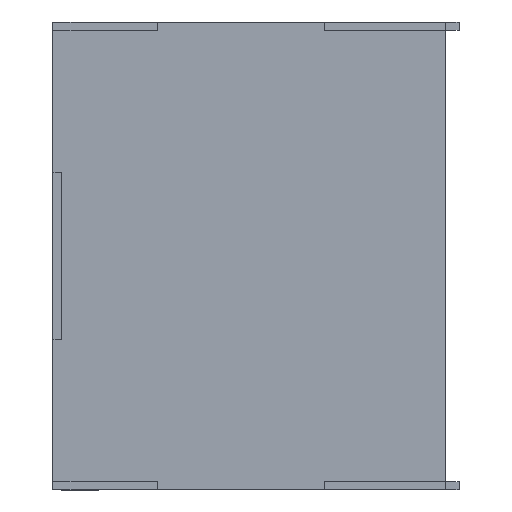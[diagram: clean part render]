
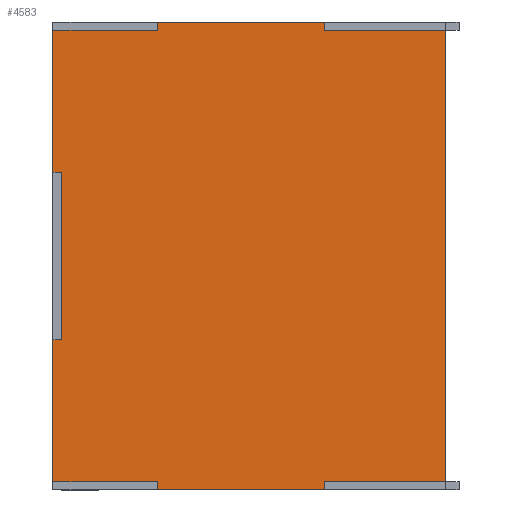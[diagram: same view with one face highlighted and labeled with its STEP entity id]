
A CAD part, left-side view. The second image highlights one B-rep face of the part: STEP entity #4583.
In plain terms, the highlighted planar face has unit normal (-1, 0, 0).
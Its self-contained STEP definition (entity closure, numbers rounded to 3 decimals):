
#322=FACE_OUTER_BOUND('',#572,.T.);
#572=EDGE_LOOP('',(#3207,#3208,#3209,#3210,#3211,#3212,#3213,#3214,#3215,
#3216,#3217,#3218,#3219,#3220,#3221,#3222));
#889=LINE('',#6274,#1434);
#892=LINE('',#6280,#1437);
#893=LINE('',#6282,#1438);
#894=LINE('',#6284,#1439);
#895=LINE('',#6286,#1440);
#896=LINE('',#6288,#1441);
#897=LINE('',#6290,#1442);
#898=LINE('',#6292,#1443);
#899=LINE('',#6294,#1444);
#900=LINE('',#6296,#1445);
#901=LINE('',#6298,#1446);
#902=LINE('',#6300,#1447);
#903=LINE('',#6302,#1448);
#904=LINE('',#6304,#1449);
#905=LINE('',#6306,#1450);
#906=LINE('',#6307,#1451);
#1434=VECTOR('',#5280,10.);
#1437=VECTOR('',#5285,10.);
#1438=VECTOR('',#5286,10.);
#1439=VECTOR('',#5287,10.);
#1440=VECTOR('',#5288,10.);
#1441=VECTOR('',#5289,10.);
#1442=VECTOR('',#5290,10.);
#1443=VECTOR('',#5291,10.);
#1444=VECTOR('',#5292,10.);
#1445=VECTOR('',#5293,10.);
#1446=VECTOR('',#5294,10.);
#1447=VECTOR('',#5295,10.);
#1448=VECTOR('',#5296,10.);
#1449=VECTOR('',#5297,10.);
#1450=VECTOR('',#5298,10.);
#1451=VECTOR('',#5299,10.);
#1951=VERTEX_POINT('',#6271);
#1952=VERTEX_POINT('',#6273);
#1954=VERTEX_POINT('',#6279);
#1955=VERTEX_POINT('',#6281);
#1956=VERTEX_POINT('',#6283);
#1957=VERTEX_POINT('',#6285);
#1958=VERTEX_POINT('',#6287);
#1959=VERTEX_POINT('',#6289);
#1960=VERTEX_POINT('',#6291);
#1961=VERTEX_POINT('',#6293);
#1962=VERTEX_POINT('',#6295);
#1963=VERTEX_POINT('',#6297);
#1964=VERTEX_POINT('',#6299);
#1965=VERTEX_POINT('',#6301);
#1966=VERTEX_POINT('',#6303);
#1967=VERTEX_POINT('',#6305);
#2433=EDGE_CURVE('',#1952,#1951,#889,.T.);
#2436=EDGE_CURVE('',#1951,#1954,#892,.T.);
#2437=EDGE_CURVE('',#1954,#1955,#893,.T.);
#2438=EDGE_CURVE('',#1955,#1956,#894,.T.);
#2439=EDGE_CURVE('',#1957,#1956,#895,.T.);
#2440=EDGE_CURVE('',#1958,#1957,#896,.T.);
#2441=EDGE_CURVE('',#1958,#1959,#897,.T.);
#2442=EDGE_CURVE('',#1959,#1960,#898,.T.);
#2443=EDGE_CURVE('',#1960,#1961,#899,.T.);
#2444=EDGE_CURVE('',#1961,#1962,#900,.T.);
#2445=EDGE_CURVE('',#1962,#1963,#901,.T.);
#2446=EDGE_CURVE('',#1963,#1964,#902,.T.);
#2447=EDGE_CURVE('',#1964,#1965,#903,.T.);
#2448=EDGE_CURVE('',#1965,#1966,#904,.T.);
#2449=EDGE_CURVE('',#1967,#1966,#905,.T.);
#2450=EDGE_CURVE('',#1952,#1967,#906,.T.);
#3207=ORIENTED_EDGE('',*,*,#2436,.T.);
#3208=ORIENTED_EDGE('',*,*,#2437,.T.);
#3209=ORIENTED_EDGE('',*,*,#2438,.T.);
#3210=ORIENTED_EDGE('',*,*,#2439,.F.);
#3211=ORIENTED_EDGE('',*,*,#2440,.F.);
#3212=ORIENTED_EDGE('',*,*,#2441,.T.);
#3213=ORIENTED_EDGE('',*,*,#2442,.T.);
#3214=ORIENTED_EDGE('',*,*,#2443,.T.);
#3215=ORIENTED_EDGE('',*,*,#2444,.T.);
#3216=ORIENTED_EDGE('',*,*,#2445,.T.);
#3217=ORIENTED_EDGE('',*,*,#2446,.T.);
#3218=ORIENTED_EDGE('',*,*,#2447,.T.);
#3219=ORIENTED_EDGE('',*,*,#2448,.T.);
#3220=ORIENTED_EDGE('',*,*,#2449,.F.);
#3221=ORIENTED_EDGE('',*,*,#2450,.F.);
#3222=ORIENTED_EDGE('',*,*,#2433,.T.);
#4396=PLANE('',#4927);
#4583=ADVANCED_FACE('',(#322),#4396,.T.);
#4927=AXIS2_PLACEMENT_3D('',#6278,#5283,#5284);
#5280=DIRECTION('',(0.,-1.,0.));
#5283=DIRECTION('center_axis',(-1.,0.,0.));
#5284=DIRECTION('ref_axis',(0.,0.,1.));
#5285=DIRECTION('',(0.,0.,1.));
#5286=DIRECTION('',(0.,1.,0.));
#5287=DIRECTION('',(0.,0.,1.));
#5288=DIRECTION('',(0.,-1.,0.));
#5289=DIRECTION('',(0.,0.,1.));
#5290=DIRECTION('',(0.,1.,0.));
#5291=DIRECTION('',(0.,0.,-1.));
#5292=DIRECTION('',(0.,-1.,0.));
#5293=DIRECTION('',(0.,0.,-1.));
#5294=DIRECTION('',(0.,1.,0.));
#5295=DIRECTION('',(0.,0.,-1.));
#5296=DIRECTION('',(0.,-1.,0.));
#5297=DIRECTION('',(0.,0.,-1.));
#5298=DIRECTION('',(0.,1.,0.));
#5299=DIRECTION('',(0.,0.,-1.));
#6271=CARTESIAN_POINT('',(-215.,8.,-135.));
#6273=CARTESIAN_POINT('',(-215.,80.5,-135.));
#6274=CARTESIAN_POINT('',(-215.,8.,-135.));
#6278=CARTESIAN_POINT('Origin',(-215.,8.,-135.));
#6279=CARTESIAN_POINT('',(-215.,8.,135.));
#6280=CARTESIAN_POINT('',(-215.,8.,-21.25));
#6281=CARTESIAN_POINT('',(-215.,80.5,135.));
#6282=CARTESIAN_POINT('',(-215.,8.,135.));
#6283=CARTESIAN_POINT('',(-215.,80.5,140.));
#6284=CARTESIAN_POINT('',(-215.,80.5,135.));
#6285=CARTESIAN_POINT('',(-215.,180.5,140.));
#6286=CARTESIAN_POINT('',(-215.,180.5,140.));
#6287=CARTESIAN_POINT('',(-215.,180.5,135.));
#6288=CARTESIAN_POINT('',(-215.,180.5,135.));
#6289=CARTESIAN_POINT('',(-215.,243.,135.));
#6290=CARTESIAN_POINT('',(-215.,8.,135.));
#6291=CARTESIAN_POINT('',(-215.,243.,50.));
#6292=CARTESIAN_POINT('',(-215.,243.,-67.5));
#6293=CARTESIAN_POINT('',(-215.,238.,50.));
#6294=CARTESIAN_POINT('',(-215.,133.,50.));
#6295=CARTESIAN_POINT('',(-215.,238.,-50.));
#6296=CARTESIAN_POINT('',(-215.,238.,-67.5));
#6297=CARTESIAN_POINT('',(-215.,243.,-50.));
#6298=CARTESIAN_POINT('',(-215.,133.,-50.));
#6299=CARTESIAN_POINT('',(-215.,243.,-135.));
#6300=CARTESIAN_POINT('',(-215.,243.,-67.5));
#6301=CARTESIAN_POINT('',(-215.,180.5,-135.));
#6302=CARTESIAN_POINT('',(-215.,8.,-135.));
#6303=CARTESIAN_POINT('',(-215.,180.5,-140.));
#6304=CARTESIAN_POINT('',(-215.,180.5,-135.));
#6305=CARTESIAN_POINT('',(-215.,80.5,-140.));
#6306=CARTESIAN_POINT('',(-215.,130.5,-140.));
#6307=CARTESIAN_POINT('',(-215.,80.5,-135.));
